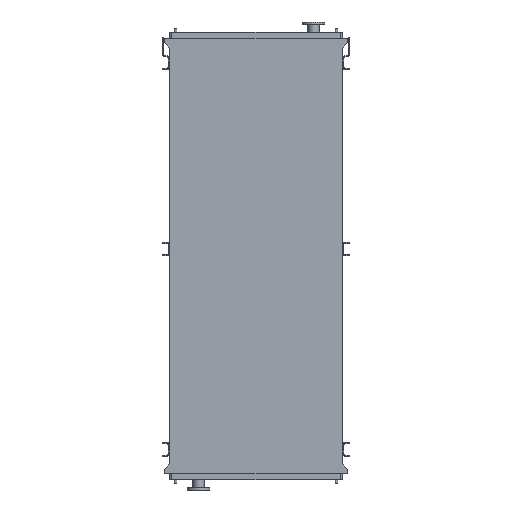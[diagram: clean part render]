
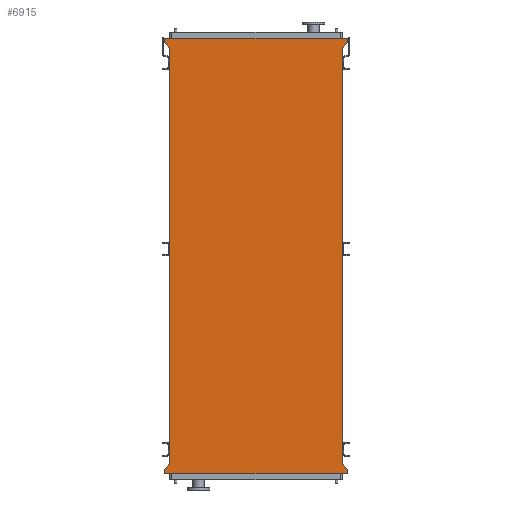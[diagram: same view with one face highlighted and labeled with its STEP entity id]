
A CAD part, front view. The second image highlights one B-rep face of the part: STEP entity #6915.
In plain terms, the highlighted planar face has unit normal (0, -1, 0).
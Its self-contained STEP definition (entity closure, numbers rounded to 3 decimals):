
#103 = ORIENTED_EDGE ( 'NONE', *, *, #5181, .F. ) ;
#598 = CARTESIAN_POINT ( 'NONE',  ( 845., 0., 0. ) ) ;
#683 = CARTESIAN_POINT ( 'NONE',  ( -891., 0., -4145. ) ) ;
#968 = DIRECTION ( 'NONE',  ( 0., 0., -1. ) ) ;
#992 = CARTESIAN_POINT ( 'NONE',  ( -891., 0., 95. ) ) ;
#1002 = DIRECTION ( 'NONE',  ( 0., -1., 0. ) ) ;
#1047 = CARTESIAN_POINT ( 'NONE',  ( -845., 0., -4050. ) ) ;
#1053 = PLANE ( 'NONE',  #4366 ) ;
#1182 = LINE ( 'NONE', #20513, #19159 ) ;
#1329 = DIRECTION ( 'NONE',  ( 1., 0., 0. ) ) ;
#2236 = VERTEX_POINT ( 'NONE', #20932 ) ;
#2368 = VECTOR ( 'NONE', #11103, 1000. ) ;
#2423 = EDGE_LOOP ( 'NONE', ( #20270, #12797, #4700, #103, #10096, #18458, #10590, #6478, #19307, #16282, #3798, #8781 ) ) ;
#2697 = CARTESIAN_POINT ( 'NONE',  ( 891., 0., -4145. ) ) ;
#2908 = CARTESIAN_POINT ( 'NONE',  ( -845., 0., 0. ) ) ;
#2969 = LINE ( 'NONE', #11286, #2368 ) ;
#3081 = CARTESIAN_POINT ( 'NONE',  ( 891., 0., -4103. ) ) ;
#3489 = DIRECTION ( 'NONE',  ( -0.655, 0., 0.755 ) ) ;
#3647 = CARTESIAN_POINT ( 'NONE',  ( -845., 0., 0. ) ) ;
#3798 = ORIENTED_EDGE ( 'NONE', *, *, #9320, .F. ) ;
#3979 = LINE ( 'NONE', #8162, #12698 ) ;
#4242 = CARTESIAN_POINT ( 'NONE',  ( -891., 0., 53. ) ) ;
#4331 = DIRECTION ( 'NONE',  ( 0., 0., 1. ) ) ;
#4366 = AXIS2_PLACEMENT_3D ( 'NONE', #1047, #1002, #968 ) ;
#4418 = CARTESIAN_POINT ( 'NONE',  ( -891., 0., 53. ) ) ;
#4700 = ORIENTED_EDGE ( 'NONE', *, *, #8851, .F. ) ;
#4705 = CARTESIAN_POINT ( 'NONE',  ( -891., 0., -4103. ) ) ;
#5073 = VECTOR ( 'NONE', #4331, 1000. ) ;
#5181 = EDGE_CURVE ( 'NONE', #11545, #5577, #12572, .T. ) ;
#5577 = VERTEX_POINT ( 'NONE', #20884 ) ;
#5651 = LINE ( 'NONE', #20700, #10397 ) ;
#5670 = VECTOR ( 'NONE', #3489, 1000. ) ;
#6015 = CARTESIAN_POINT ( 'NONE',  ( 845., 0., -4050. ) ) ;
#6478 = ORIENTED_EDGE ( 'NONE', *, *, #9215, .F. ) ;
#6915 = ADVANCED_FACE ( 'NONE', ( #8987 ), #1053, .T. ) ;
#7064 = VERTEX_POINT ( 'NONE', #6015 ) ;
#7233 = CARTESIAN_POINT ( 'NONE',  ( -891., 0., 95. ) ) ;
#7377 = VERTEX_POINT ( 'NONE', #15699 ) ;
#7688 = VECTOR ( 'NONE', #1329, 1000. ) ;
#7709 = EDGE_CURVE ( 'NONE', #18308, #15181, #3979, .T. ) ;
#7985 = DIRECTION ( 'NONE',  ( 0., 0., 1. ) ) ;
#8032 = VECTOR ( 'NONE', #9151, 1000. ) ;
#8162 = CARTESIAN_POINT ( 'NONE',  ( -845., 0., -4050. ) ) ;
#8551 = EDGE_CURVE ( 'NONE', #7064, #11323, #1182, .T. ) ;
#8781 = ORIENTED_EDGE ( 'NONE', *, *, #9440, .F. ) ;
#8791 = EDGE_CURVE ( 'NONE', #7377, #11323, #9136, .T. ) ;
#8851 = EDGE_CURVE ( 'NONE', #5577, #7377, #2969, .T. ) ;
#8982 = EDGE_CURVE ( 'NONE', #14955, #11545, #17817, .T. ) ;
#8987 = FACE_OUTER_BOUND ( 'NONE', #2423, .T. ) ;
#9021 = EDGE_CURVE ( 'NONE', #15181, #14955, #17320, .T. ) ;
#9136 = LINE ( 'NONE', #13117, #17076 ) ;
#9151 = DIRECTION ( 'NONE',  ( -1., 0., 0. ) ) ;
#9215 = EDGE_CURVE ( 'NONE', #9907, #18308, #20699, .T. ) ;
#9218 = EDGE_CURVE ( 'NONE', #2236, #9907, #13892, .T. ) ;
#9248 = EDGE_CURVE ( 'NONE', #17773, #2236, #12363, .T. ) ;
#9320 = EDGE_CURVE ( 'NONE', #14562, #17773, #5651, .T. ) ;
#9440 = EDGE_CURVE ( 'NONE', #7064, #14562, #12125, .T. ) ;
#9657 = CARTESIAN_POINT ( 'NONE',  ( 891., 0., -4145. ) ) ;
#9907 = VERTEX_POINT ( 'NONE', #4705 ) ;
#10096 = ORIENTED_EDGE ( 'NONE', *, *, #8982, .F. ) ;
#10397 = VECTOR ( 'NONE', #20747, 1000. ) ;
#10590 = ORIENTED_EDGE ( 'NONE', *, *, #7709, .F. ) ;
#11103 = DIRECTION ( 'NONE',  ( 0., 0., -1. ) ) ;
#11286 = CARTESIAN_POINT ( 'NONE',  ( 891., 0., 95. ) ) ;
#11323 = VERTEX_POINT ( 'NONE', #598 ) ;
#11545 = VERTEX_POINT ( 'NONE', #7233 ) ;
#11815 = DIRECTION ( 'NONE',  ( 0.655, 0., -0.755 ) ) ;
#12125 = LINE ( 'NONE', #12370, #15381 ) ;
#12363 = LINE ( 'NONE', #9657, #8032 ) ;
#12370 = CARTESIAN_POINT ( 'NONE',  ( 845., 0., -4050. ) ) ;
#12572 = LINE ( 'NONE', #992, #7688 ) ;
#12698 = VECTOR ( 'NONE', #7985, 1000. ) ;
#12797 = ORIENTED_EDGE ( 'NONE', *, *, #8791, .F. ) ;
#12865 = VECTOR ( 'NONE', #17961, 1000. ) ;
#13041 = DIRECTION ( 'NONE',  ( -0.655, 0., -0.755 ) ) ;
#13117 = CARTESIAN_POINT ( 'NONE',  ( 891., 0., 53. ) ) ;
#13370 = VECTOR ( 'NONE', #20120, 1000. ) ;
#13892 = LINE ( 'NONE', #683, #12865 ) ;
#14562 = VERTEX_POINT ( 'NONE', #3081 ) ;
#14955 = VERTEX_POINT ( 'NONE', #4242 ) ;
#15181 = VERTEX_POINT ( 'NONE', #2908 ) ;
#15381 = VECTOR ( 'NONE', #11815, 1000. ) ;
#15699 = CARTESIAN_POINT ( 'NONE',  ( 891., 0., 53. ) ) ;
#16282 = ORIENTED_EDGE ( 'NONE', *, *, #9248, .F. ) ;
#16959 = CARTESIAN_POINT ( 'NONE',  ( -845., 0., -4050. ) ) ;
#17076 = VECTOR ( 'NONE', #13041, 1000. ) ;
#17320 = LINE ( 'NONE', #3647, #5670 ) ;
#17773 = VERTEX_POINT ( 'NONE', #2697 ) ;
#17817 = LINE ( 'NONE', #4418, #5073 ) ;
#17961 = DIRECTION ( 'NONE',  ( 0., 0., 1. ) ) ;
#18308 = VERTEX_POINT ( 'NONE', #16959 ) ;
#18458 = ORIENTED_EDGE ( 'NONE', *, *, #9021, .F. ) ;
#19159 = VECTOR ( 'NONE', #20478, 1000. ) ;
#19307 = ORIENTED_EDGE ( 'NONE', *, *, #9218, .F. ) ;
#20120 = DIRECTION ( 'NONE',  ( 0.655, 0., 0.755 ) ) ;
#20270 = ORIENTED_EDGE ( 'NONE', *, *, #8551, .T. ) ;
#20478 = DIRECTION ( 'NONE',  ( 0., 0., 1. ) ) ;
#20513 = CARTESIAN_POINT ( 'NONE',  ( 845., 0., -4050. ) ) ;
#20533 = CARTESIAN_POINT ( 'NONE',  ( -891., 0., -4103. ) ) ;
#20699 = LINE ( 'NONE', #20533, #13370 ) ;
#20700 = CARTESIAN_POINT ( 'NONE',  ( 891., 0., -4103. ) ) ;
#20747 = DIRECTION ( 'NONE',  ( 0., 0., -1. ) ) ;
#20884 = CARTESIAN_POINT ( 'NONE',  ( 891., 0., 95. ) ) ;
#20932 = CARTESIAN_POINT ( 'NONE',  ( -891., 0., -4145. ) ) ;
